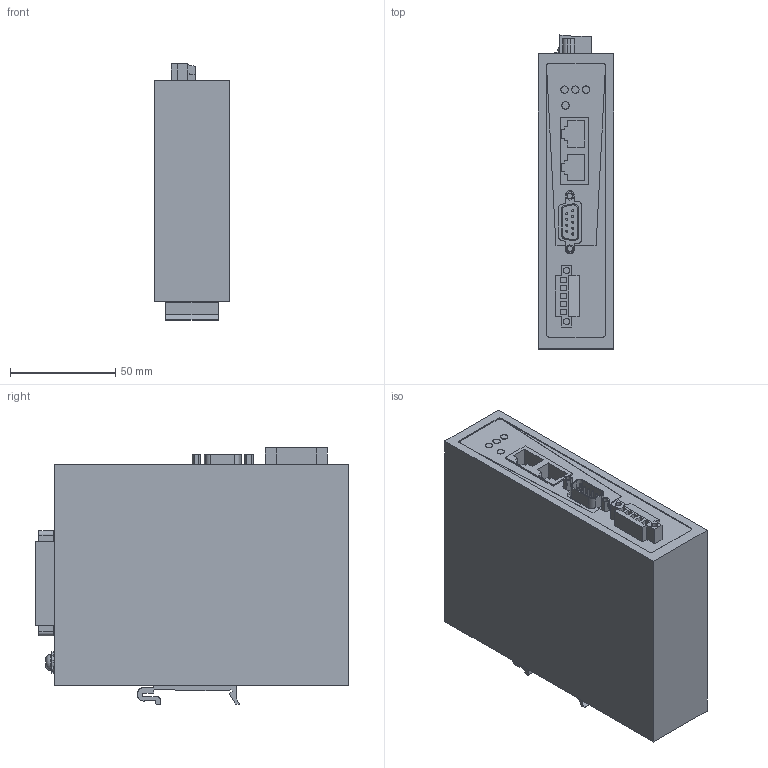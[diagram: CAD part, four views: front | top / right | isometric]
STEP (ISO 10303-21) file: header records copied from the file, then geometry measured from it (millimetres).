
FILE_DESCRIPTION(('CATIA V5 STEP Exchange','CAx-IF Rec.Pracs.--- Model Styling and Organization---1.4--- 2014-01-23'),'2;1');
FILE_NAME ('D1409497_1', '2020-02-12T13:07:20+00:00', ('none'), ('Weidmueller'), 'CATIA Version 5-6 Release 2016 SP3 HF44', 'CATIA V5 STEP AP214', 'none');
FILE_SCHEMA(('AUTOMOTIVE_DESIGN { 1 0 10303 214 1 1 1 1 }'));
Length unit declared in the file: millimetre
Products named in the file (1): 1242080000
Bounding box: 36 x 149.05 x 121.74 mm (x, y, z)
Volume: 535837 mm3; surface area: 68255 mm2
Topology: 25 solids, 27 shells, 778 faces, 1895 edges, 1249 vertices
Faces by surface type: plane 559, cylinder 184, extrusion 33, torus 2
Entity records: 22810 total; most frequent: CARTESIAN_POINT 4622, ORIENTED_EDGE 3790, DIRECTION 2936, EDGE_CURVE 1895, VECTOR 1440, LINE 1407, VERTEX_POINT 1249, AXIS2_PLACEMENT_3D 940
